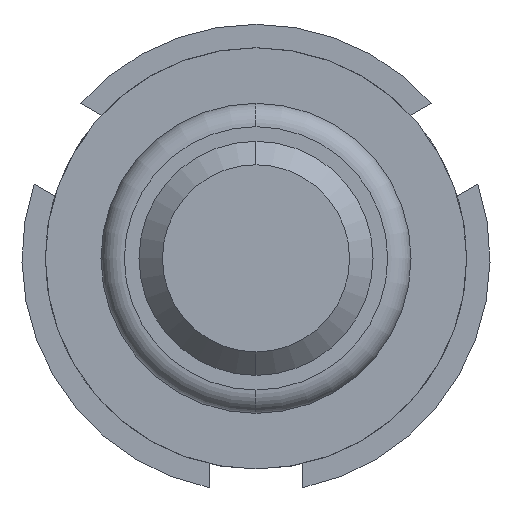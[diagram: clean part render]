
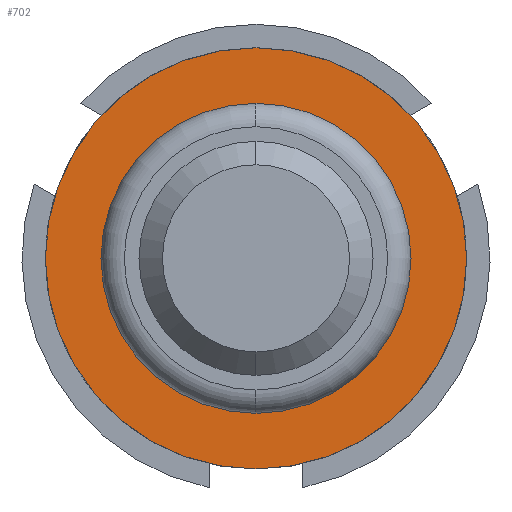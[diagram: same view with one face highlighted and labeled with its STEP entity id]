
A CAD part, front view. The second image highlights one B-rep face of the part: STEP entity #702.
In plain terms, the highlighted planar face has unit normal (0, -1, 0).
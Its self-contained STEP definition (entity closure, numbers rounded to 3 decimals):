
#237 = AXIS2_PLACEMENT_3D ( 'NONE', #3595, #3873, #456 ) ;
#298 = DIRECTION ( 'NONE',  ( 0., 0., 1. ) ) ;
#423 = DIRECTION ( 'NONE',  ( 0., 1., 0. ) ) ;
#456 = DIRECTION ( 'NONE',  ( 0., 0., 1. ) ) ;
#547 = CARTESIAN_POINT ( 'NONE',  ( 1.8, -1.8, 0. ) ) ;
#696 = ORIENTED_EDGE ( 'NONE', *, *, #2600, .T. ) ;
#702 = ADVANCED_FACE ( 'Defeature ausgef�hrt3_13', ( #896, #2300 ), #1996, .F. ) ;
#772 = DIRECTION ( 'NONE',  ( 0., 0., 1. ) ) ;
#884 = ORIENTED_EDGE ( 'NONE', *, *, #3130, .F. ) ;
#896 = FACE_OUTER_BOUND ( 'NONE', #1443, .T. ) ;
#972 = DIRECTION ( 'NONE',  ( 0., 1., 0. ) ) ;
#1089 = VERTEX_POINT ( 'NONE', #4041 ) ;
#1190 = VERTEX_POINT ( 'NONE', #2763 ) ;
#1244 = DIRECTION ( 'NONE',  ( 0., 1., 0. ) ) ;
#1443 = EDGE_LOOP ( 'NONE', ( #1559, #884 ) ) ;
#1543 = AXIS2_PLACEMENT_3D ( 'NONE', #547, #2025, #3413 ) ;
#1559 = ORIENTED_EDGE ( 'NONE', *, *, #4272, .F. ) ;
#1996 = PLANE ( 'NONE',  #1543 ) ;
#2006 = AXIS2_PLACEMENT_3D ( 'NONE', #3544, #423, #772 ) ;
#2025 = DIRECTION ( 'NONE',  ( 0., 1., 0. ) ) ;
#2048 = EDGE_CURVE ( 'Defeature ausgef�hrt3_13+Defeature ausgef�hrt3_14+Defeature ausgef�hrt3_14+Defeature ausgef�hrt3_14', #1089, #3618, #4400, .T. ) ;
#2165 = CARTESIAN_POINT ( 'NONE',  ( 0., -1.8, 1.325 ) ) ;
#2223 = EDGE_LOOP ( 'NONE', ( #696, #2992 ) ) ;
#2226 = CIRCLE ( 'NONE', #237, 1.8 ) ;
#2300 = FACE_BOUND ( 'NONE', #2223, .T. ) ;
#2335 = CARTESIAN_POINT ( 'NONE',  ( 0., -1.8, 0. ) ) ;
#2600 = EDGE_CURVE ( 'Defeature ausgef�hrt3_13+Defeature ausgef�hrt3_14+Defeature ausgef�hrt3_14+Defeature ausgef�hrt3_14', #3618, #1089, #2869, .T. ) ;
#2648 = VERTEX_POINT ( 'NONE', #2893 ) ;
#2763 = CARTESIAN_POINT ( 'NONE',  ( 0., -1.8, -1.8 ) ) ;
#2869 = CIRCLE ( 'NONE', #2006, 1.325 ) ;
#2893 = CARTESIAN_POINT ( 'NONE',  ( 0., -1.8, 1.8 ) ) ;
#2992 = ORIENTED_EDGE ( 'NONE', *, *, #2048, .T. ) ;
#3130 = EDGE_CURVE ( 'Defeature ausgef�hrt3_12+Defeature ausgef�hrt3_13+Defeature ausgef�hrt3_13+Defeature ausgef�hrt3_13', #1190, #2648, #2226, .T. ) ;
#3237 = AXIS2_PLACEMENT_3D ( 'NONE', #2335, #1244, #4036 ) ;
#3413 = DIRECTION ( 'NONE',  ( 0., 0., 1. ) ) ;
#3544 = CARTESIAN_POINT ( 'NONE',  ( 0., -1.8, 0. ) ) ;
#3595 = CARTESIAN_POINT ( 'NONE',  ( 0., -1.8, 0. ) ) ;
#3599 = CIRCLE ( 'NONE', #3237, 1.8 ) ;
#3618 = VERTEX_POINT ( 'NONE', #2165 ) ;
#3873 = DIRECTION ( 'NONE',  ( 0., 1., 0. ) ) ;
#3960 = AXIS2_PLACEMENT_3D ( 'NONE', #4099, #972, #298 ) ;
#4036 = DIRECTION ( 'NONE',  ( 0., 0., 1. ) ) ;
#4041 = CARTESIAN_POINT ( 'NONE',  ( 0., -1.8, -1.325 ) ) ;
#4099 = CARTESIAN_POINT ( 'NONE',  ( 0., -1.8, 0. ) ) ;
#4272 = EDGE_CURVE ( 'Defeature ausgef�hrt3_12+Defeature ausgef�hrt3_13+Defeature ausgef�hrt3_13+Defeature ausgef�hrt3_13', #2648, #1190, #3599, .T. ) ;
#4400 = CIRCLE ( 'NONE', #3960, 1.325 ) ;
